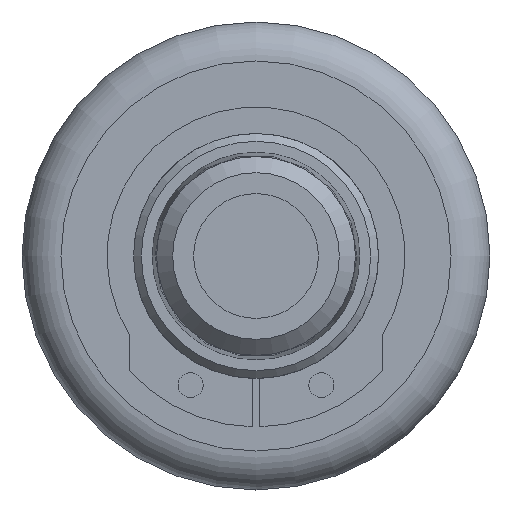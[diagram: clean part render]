
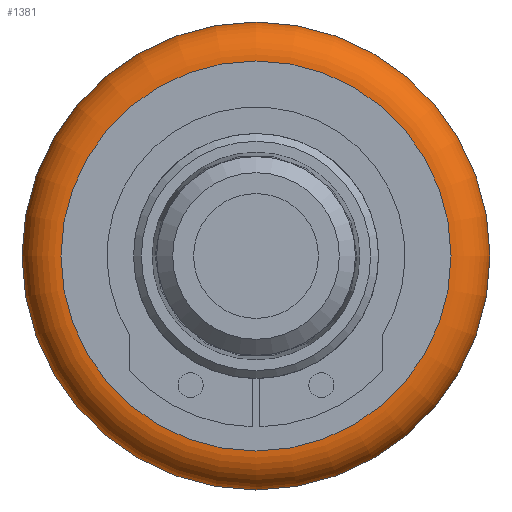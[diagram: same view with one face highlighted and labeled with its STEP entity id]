
A CAD part, front view. The second image highlights one B-rep face of the part: STEP entity #1381.
In plain terms, the highlighted toroidal (fillet/blend) face has major radius 12.5 mm and minor radius 2.5 mm.
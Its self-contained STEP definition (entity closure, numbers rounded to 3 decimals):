
#1347=CARTESIAN_POINT('',(-12.5,25.5,0.0));
#1348=VERTEX_POINT('',#1347);
#1349=CARTESIAN_POINT('',(0.0,25.5,0.0));
#1350=DIRECTION('',(0.0,1.0,0.0));
#1351=DIRECTION('',(-1.0,0.0,0.0));
#1352=AXIS2_PLACEMENT_3D('',#1349,#1350,#1351);
#1353=CIRCLE('',#1352,12.5);
#1354=EDGE_CURVE('',#1348,#1348,#1353,.T.);
#1362=CARTESIAN_POINT('',(0.0,28.0,0.0));
#1363=DIRECTION('',(0.0,1.0,0.0));
#1364=DIRECTION('',(0.0,0.0,1.0));
#1365=AXIS2_PLACEMENT_3D('',#1362,#1363,#1364);
#1366=TOROIDAL_SURFACE('',#1365,12.5,2.5);
#1367=CARTESIAN_POINT('',(-12.5,30.5,0.0));
#1368=VERTEX_POINT('',#1367);
#1369=CARTESIAN_POINT('',(0.0,30.5,0.0));
#1370=DIRECTION('',(0.0,1.0,0.0));
#1371=DIRECTION('',(-1.0,0.0,0.0));
#1372=AXIS2_PLACEMENT_3D('',#1369,#1370,#1371);
#1373=CIRCLE('',#1372,12.5);
#1374=EDGE_CURVE('',#1368,#1368,#1373,.T.);
#1375=ORIENTED_EDGE('',*,*,#1374,.F.);
#1376=EDGE_LOOP('',(#1375));
#1377=FACE_OUTER_BOUND('',#1376,.T.);
#1378=ORIENTED_EDGE('',*,*,#1354,.T.);
#1379=EDGE_LOOP('',(#1378));
#1380=FACE_BOUND('',#1379,.T.);
#1381=ADVANCED_FACE('',(#1377,#1380),#1366,.T.);
